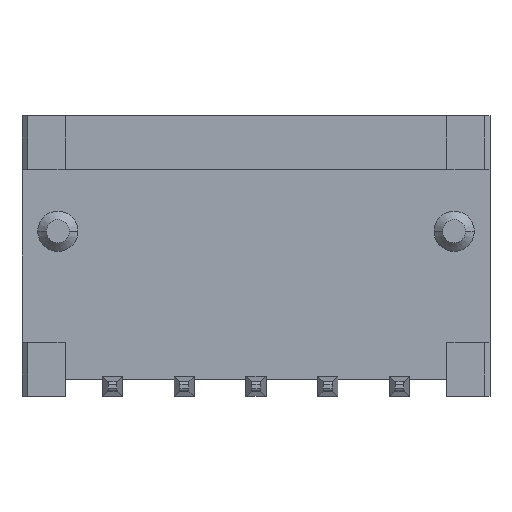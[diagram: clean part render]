
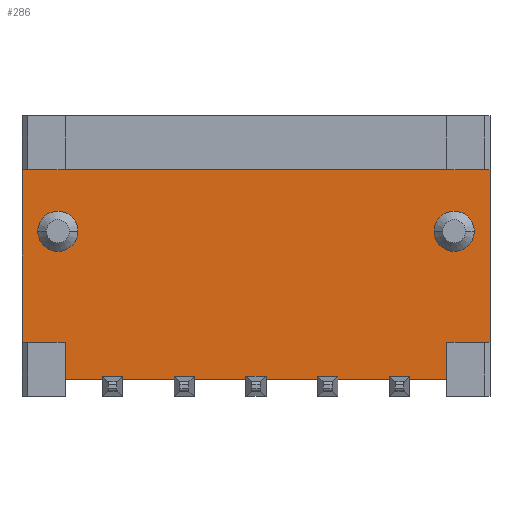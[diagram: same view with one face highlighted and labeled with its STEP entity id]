
A CAD part, front view. The second image highlights one B-rep face of the part: STEP entity #286.
In plain terms, the highlighted planar face has unit normal (0, -1, 0).
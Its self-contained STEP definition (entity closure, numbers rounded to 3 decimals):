
#286=ADVANCED_FACE('',(#779,#780,#781),#782,.T.);
#779=FACE_OUTER_BOUND('',#1484,.T.);
#780=FACE_BOUND('',#1485,.T.);
#781=FACE_BOUND('',#1486,.T.);
#782=PLANE('',#1487);
#1484=EDGE_LOOP('',(#2279,#2280,#2281,#2282,#2283,#2284,#2285,#2286,#2287,#2288,#2289,#2290,#2291,#2292,#2293,#2294,#2295,#2296,#2297,#2298,#2299,#2300,#2301,#2302,#2303,#2304,#2305,#2306));
#1485=EDGE_LOOP('',(#2307,#2308));
#1486=EDGE_LOOP('',(#2309,#2310));
#1487=AXIS2_PLACEMENT_3D('',#2311,#2312,#2313);
#2279=ORIENTED_EDGE('',*,*,#4381,.T.);
#2280=ORIENTED_EDGE('',*,*,#4397,.T.);
#2281=ORIENTED_EDGE('',*,*,#4422,.T.);
#2282=ORIENTED_EDGE('',*,*,#4428,.F.);
#2283=ORIENTED_EDGE('',*,*,#4429,.F.);
#2284=ORIENTED_EDGE('',*,*,#4430,.F.);
#2285=ORIENTED_EDGE('',*,*,#4431,.F.);
#2286=ORIENTED_EDGE('',*,*,#4432,.F.);
#2287=ORIENTED_EDGE('',*,*,#4433,.F.);
#2288=ORIENTED_EDGE('',*,*,#4434,.F.);
#2289=ORIENTED_EDGE('',*,*,#4435,.F.);
#2290=ORIENTED_EDGE('',*,*,#4436,.F.);
#2291=ORIENTED_EDGE('',*,*,#4437,.T.);
#2292=ORIENTED_EDGE('',*,*,#4438,.T.);
#2293=ORIENTED_EDGE('',*,*,#4439,.T.);
#2294=ORIENTED_EDGE('',*,*,#4440,.F.);
#2295=ORIENTED_EDGE('',*,*,#4441,.T.);
#2296=ORIENTED_EDGE('',*,*,#4442,.T.);
#2297=ORIENTED_EDGE('',*,*,#4443,.T.);
#2298=ORIENTED_EDGE('',*,*,#4444,.F.);
#2299=ORIENTED_EDGE('',*,*,#4445,.T.);
#2300=ORIENTED_EDGE('',*,*,#4446,.T.);
#2301=ORIENTED_EDGE('',*,*,#4447,.T.);
#2302=ORIENTED_EDGE('',*,*,#4448,.F.);
#2303=ORIENTED_EDGE('',*,*,#4449,.T.);
#2304=ORIENTED_EDGE('',*,*,#4450,.T.);
#2305=ORIENTED_EDGE('',*,*,#4451,.T.);
#2306=ORIENTED_EDGE('',*,*,#4452,.F.);
#2307=ORIENTED_EDGE('',*,*,#4453,.T.);
#2308=ORIENTED_EDGE('',*,*,#4370,.T.);
#2309=ORIENTED_EDGE('',*,*,#4454,.T.);
#2310=ORIENTED_EDGE('',*,*,#4379,.T.);
#2311=CARTESIAN_POINT('',(2.5,0.3,1.795));
#2312=DIRECTION('',(0.0,-1.0,0.));
#2313=DIRECTION('',(1.0,0.0,0.0));
#4370=EDGE_CURVE('',#5256,#5258,#5260,.T.);
#4379=EDGE_CURVE('',#5271,#5273,#5275,.T.);
#4381=EDGE_CURVE('',#5277,#5278,#5279,.T.);
#4397=EDGE_CURVE('',#5278,#5305,#5306,.T.);
#4422=EDGE_CURVE('',#5305,#5341,#5342,.T.);
#4428=EDGE_CURVE('',#5348,#5341,#5349,.T.);
#4429=EDGE_CURVE('',#5350,#5348,#5351,.T.);
#4430=EDGE_CURVE('',#5352,#5350,#5353,.T.);
#4431=EDGE_CURVE('',#5354,#5352,#5355,.T.);
#4432=EDGE_CURVE('',#5356,#5354,#5357,.T.);
#4433=EDGE_CURVE('',#5358,#5356,#5359,.T.);
#4434=EDGE_CURVE('',#5360,#5358,#5361,.T.);
#4435=EDGE_CURVE('',#5362,#5360,#5363,.T.);
#4436=EDGE_CURVE('',#5364,#5362,#5365,.T.);
#4437=EDGE_CURVE('',#5364,#5366,#5367,.T.);
#4438=EDGE_CURVE('',#5366,#5368,#5369,.T.);
#4439=EDGE_CURVE('',#5368,#5370,#5371,.T.);
#4440=EDGE_CURVE('',#5372,#5370,#5373,.T.);
#4441=EDGE_CURVE('',#5372,#5374,#5375,.T.);
#4442=EDGE_CURVE('',#5374,#5376,#5377,.T.);
#4443=EDGE_CURVE('',#5376,#5378,#5379,.T.);
#4444=EDGE_CURVE('',#5380,#5378,#5381,.T.);
#4445=EDGE_CURVE('',#5380,#5382,#5383,.T.);
#4446=EDGE_CURVE('',#5382,#5384,#5385,.T.);
#4447=EDGE_CURVE('',#5384,#5386,#5387,.T.);
#4448=EDGE_CURVE('',#5388,#5386,#5389,.T.);
#4449=EDGE_CURVE('',#5388,#5390,#5391,.T.);
#4450=EDGE_CURVE('',#5390,#5392,#5393,.T.);
#4451=EDGE_CURVE('',#5392,#5394,#5395,.T.);
#4452=EDGE_CURVE('',#5277,#5394,#5396,.T.);
#4453=EDGE_CURVE('',#5258,#5256,#5397,.T.);
#4454=EDGE_CURVE('',#5273,#5271,#5398,.T.);
#5256=VERTEX_POINT('',#6576);
#5258=VERTEX_POINT('',#6579);
#5260=CIRCLE('',#6582,0.35);
#5271=VERTEX_POINT('',#6595);
#5273=VERTEX_POINT('',#6598);
#5275=CIRCLE('',#6601,0.35);
#5277=VERTEX_POINT('',#6603);
#5278=VERTEX_POINT('',#6604);
#5279=LINE('',#6605,#6606);
#5305=VERTEX_POINT('',#6642);
#5306=LINE('',#6643,#6644);
#5341=VERTEX_POINT('',#6693);
#5342=LINE('',#6694,#6695);
#5348=VERTEX_POINT('',#6703);
#5349=LINE('',#6704,#6705);
#5350=VERTEX_POINT('',#6706);
#5351=LINE('',#6707,#6708);
#5352=VERTEX_POINT('',#6709);
#5353=LINE('',#6710,#6711);
#5354=VERTEX_POINT('',#6712);
#5355=LINE('',#6713,#6714);
#5356=VERTEX_POINT('',#6715);
#5357=LINE('',#6716,#6717);
#5358=VERTEX_POINT('',#6718);
#5359=LINE('',#6719,#6720);
#5360=VERTEX_POINT('',#6721);
#5361=LINE('',#6722,#6723);
#5362=VERTEX_POINT('',#6724);
#5363=LINE('',#6725,#6726);
#5364=VERTEX_POINT('',#6727);
#5365=LINE('',#6728,#6729);
#5366=VERTEX_POINT('',#6730);
#5367=LINE('',#6731,#6732);
#5368=VERTEX_POINT('',#6733);
#5369=LINE('',#6734,#6735);
#5370=VERTEX_POINT('',#6736);
#5371=LINE('',#6737,#6738);
#5372=VERTEX_POINT('',#6739);
#5373=LINE('',#6740,#6741);
#5374=VERTEX_POINT('',#6742);
#5375=LINE('',#6743,#6744);
#5376=VERTEX_POINT('',#6745);
#5377=LINE('',#6746,#6747);
#5378=VERTEX_POINT('',#6748);
#5379=LINE('',#6749,#6750);
#5380=VERTEX_POINT('',#6751);
#5381=LINE('',#6752,#6753);
#5382=VERTEX_POINT('',#6754);
#5383=LINE('',#6755,#6756);
#5384=VERTEX_POINT('',#6757);
#5385=LINE('',#6758,#6759);
#5386=VERTEX_POINT('',#6760);
#5387=LINE('',#6761,#6762);
#5388=VERTEX_POINT('',#6763);
#5389=LINE('',#6764,#6765);
#5390=VERTEX_POINT('',#6766);
#5391=LINE('',#6767,#6768);
#5392=VERTEX_POINT('',#6769);
#5393=LINE('',#6770,#6771);
#5394=VERTEX_POINT('',#6772);
#5395=LINE('',#6773,#6774);
#5396=LINE('',#6775,#6776);
#5397=CIRCLE('',#6777,0.35);
#5398=CIRCLE('',#6778,0.35);
#6576=CARTESIAN_POINT('',(-0.6,0.3,2.7));
#6579=CARTESIAN_POINT('',(-1.3,0.3,2.7));
#6582=AXIS2_PLACEMENT_3D('',#8466,#8467,#8468);
#6595=CARTESIAN_POINT('',(6.3,0.3,2.7));
#6598=CARTESIAN_POINT('',(5.6,0.3,2.7));
#6601=AXIS2_PLACEMENT_3D('',#8479,#8480,#8481);
#6603=CARTESIAN_POINT('',(4.825,0.3,0.125));
#6604=CARTESIAN_POINT('',(4.825,0.3,0.175));
#6605=CARTESIAN_POINT('',(4.825,0.3,0.498));
#6606=VECTOR('',#8482,1.0);
#6642=CARTESIAN_POINT('',(5.175,0.3,0.175));
#6643=CARTESIAN_POINT('',(3.645,0.3,0.175));
#6644=VECTOR('',#8499,1.0);
#6693=CARTESIAN_POINT('',(5.175,0.3,0.125));
#6694=CARTESIAN_POINT('',(5.175,0.3,0.498));
#6695=VECTOR('',#8526,1.0);
#6703=CARTESIAN_POINT('',(5.825,0.3,0.125));
#6704=CARTESIAN_POINT('',(2.5,0.3,0.125));
#6705=VECTOR('',#8529,1.0);
#6706=CARTESIAN_POINT('',(5.825,0.3,0.765));
#6707=CARTESIAN_POINT('',(5.825,0.3,0.765));
#6708=VECTOR('',#8530,1.0);
#6709=CARTESIAN_POINT('',(6.575,0.3,0.765));
#6710=CARTESIAN_POINT('',(6.675,0.3,0.765));
#6711=VECTOR('',#8531,1.0);
#6712=CARTESIAN_POINT('',(6.575,0.3,3.775));
#6713=CARTESIAN_POINT('',(6.575,0.3,0.81));
#6714=VECTOR('',#8532,1.0);
#6715=CARTESIAN_POINT('',(-1.575,0.3,3.775));
#6716=CARTESIAN_POINT('',(-1.675,0.3,3.775));
#6717=VECTOR('',#8533,1.0);
#6718=CARTESIAN_POINT('',(-1.575,0.3,0.765));
#6719=CARTESIAN_POINT('',(-1.575,0.3,0.81));
#6720=VECTOR('',#8534,1.0);
#6721=CARTESIAN_POINT('',(-0.825,0.3,0.765));
#6722=CARTESIAN_POINT('',(-0.825,0.3,0.765));
#6723=VECTOR('',#8535,1.0);
#6724=CARTESIAN_POINT('',(-0.825,0.3,0.125));
#6725=CARTESIAN_POINT('',(-0.825,0.3,-0.335));
#6726=VECTOR('',#8536,1.0);
#6727=CARTESIAN_POINT('',(-0.175,0.3,0.125));
#6728=CARTESIAN_POINT('',(2.5,0.3,0.125));
#6729=VECTOR('',#8537,1.0);
#6730=CARTESIAN_POINT('',(-0.175,0.3,0.175));
#6731=CARTESIAN_POINT('',(-0.175,0.3,0.498));
#6732=VECTOR('',#8538,1.0);
#6733=CARTESIAN_POINT('',(0.175,0.3,0.175));
#6734=CARTESIAN_POINT('',(1.145,0.3,0.175));
#6735=VECTOR('',#8539,1.0);
#6736=CARTESIAN_POINT('',(0.175,0.3,0.125));
#6737=CARTESIAN_POINT('',(0.175,0.3,0.498));
#6738=VECTOR('',#8540,1.0);
#6739=CARTESIAN_POINT('',(1.075,0.3,0.125));
#6740=CARTESIAN_POINT('',(2.5,0.3,0.125));
#6741=VECTOR('',#8541,1.0);
#6742=CARTESIAN_POINT('',(1.075,0.3,0.175));
#6743=CARTESIAN_POINT('',(1.075,0.3,0.498));
#6744=VECTOR('',#8542,1.0);
#6745=CARTESIAN_POINT('',(1.425,0.3,0.175));
#6746=CARTESIAN_POINT('',(1.77,0.3,0.175));
#6747=VECTOR('',#8543,1.0);
#6748=CARTESIAN_POINT('',(1.425,0.3,0.125));
#6749=CARTESIAN_POINT('',(1.425,0.3,0.498));
#6750=VECTOR('',#8544,1.0);
#6751=CARTESIAN_POINT('',(2.325,0.3,0.125));
#6752=CARTESIAN_POINT('',(2.5,0.3,0.125));
#6753=VECTOR('',#8545,1.0);
#6754=CARTESIAN_POINT('',(2.325,0.3,0.175));
#6755=CARTESIAN_POINT('',(2.325,0.3,0.498));
#6756=VECTOR('',#8546,1.0);
#6757=CARTESIAN_POINT('',(2.675,0.3,0.175));
#6758=CARTESIAN_POINT('',(2.395,0.3,0.175));
#6759=VECTOR('',#8547,1.0);
#6760=CARTESIAN_POINT('',(2.675,0.3,0.125));
#6761=CARTESIAN_POINT('',(2.675,0.3,0.498));
#6762=VECTOR('',#8548,1.0);
#6763=CARTESIAN_POINT('',(3.575,0.3,0.125));
#6764=CARTESIAN_POINT('',(2.5,0.3,0.125));
#6765=VECTOR('',#8549,1.0);
#6766=CARTESIAN_POINT('',(3.575,0.3,0.175));
#6767=CARTESIAN_POINT('',(3.575,0.3,0.498));
#6768=VECTOR('',#8550,1.0);
#6769=CARTESIAN_POINT('',(3.925,0.3,0.175));
#6770=CARTESIAN_POINT('',(3.02,0.3,0.175));
#6771=VECTOR('',#8551,1.0);
#6772=CARTESIAN_POINT('',(3.925,0.3,0.125));
#6773=CARTESIAN_POINT('',(3.925,0.3,0.498));
#6774=VECTOR('',#8552,1.0);
#6775=CARTESIAN_POINT('',(2.5,0.3,0.125));
#6776=VECTOR('',#8553,1.0);
#6777=AXIS2_PLACEMENT_3D('',#8554,#8555,#8556);
#6778=AXIS2_PLACEMENT_3D('',#8557,#8558,#8559);
#8466=CARTESIAN_POINT('',(-0.95,0.3,2.7));
#8467=DIRECTION('',(0.0,1.0,0.));
#8468=DIRECTION('',(1.0,0.0,0.0));
#8479=CARTESIAN_POINT('',(5.95,0.3,2.7));
#8480=DIRECTION('',(0.0,1.0,0.));
#8481=DIRECTION('',(1.0,0.0,0.0));
#8482=DIRECTION('',(0.,0.,1.0));
#8499=DIRECTION('',(1.0,0.,0.));
#8526=DIRECTION('',(0.0,0.,-1.0));
#8529=DIRECTION('',(-1.0,0.0,0.0));
#8530=DIRECTION('',(0.0,0.,-1.0));
#8531=DIRECTION('',(-1.0,0.0,0.0));
#8532=DIRECTION('',(0.0,0.,-1.0));
#8533=DIRECTION('',(1.0,0.0,0.0));
#8534=DIRECTION('',(0.,0.,1.0));
#8535=DIRECTION('',(-1.0,0.0,0.0));
#8536=DIRECTION('',(0.,0.,1.0));
#8537=DIRECTION('',(-1.0,0.0,0.0));
#8538=DIRECTION('',(0.,0.,1.0));
#8539=DIRECTION('',(1.0,0.,0.));
#8540=DIRECTION('',(0.0,0.,-1.0));
#8541=DIRECTION('',(-1.0,0.0,0.0));
#8542=DIRECTION('',(0.,0.,1.0));
#8543=DIRECTION('',(1.0,0.,0.));
#8544=DIRECTION('',(0.0,0.,-1.0));
#8545=DIRECTION('',(-1.0,0.0,0.0));
#8546=DIRECTION('',(0.,0.,1.0));
#8547=DIRECTION('',(1.0,0.,0.));
#8548=DIRECTION('',(0.0,0.,-1.0));
#8549=DIRECTION('',(-1.0,0.0,0.0));
#8550=DIRECTION('',(0.,0.,1.0));
#8551=DIRECTION('',(1.0,0.,0.));
#8552=DIRECTION('',(0.0,0.,-1.0));
#8553=DIRECTION('',(-1.0,0.0,0.0));
#8554=CARTESIAN_POINT('',(-0.95,0.3,2.7));
#8555=DIRECTION('',(0.0,1.0,0.));
#8556=DIRECTION('',(1.0,0.0,0.0));
#8557=CARTESIAN_POINT('',(5.95,0.3,2.7));
#8558=DIRECTION('',(0.0,1.0,0.));
#8559=DIRECTION('',(1.0,0.0,0.0));
